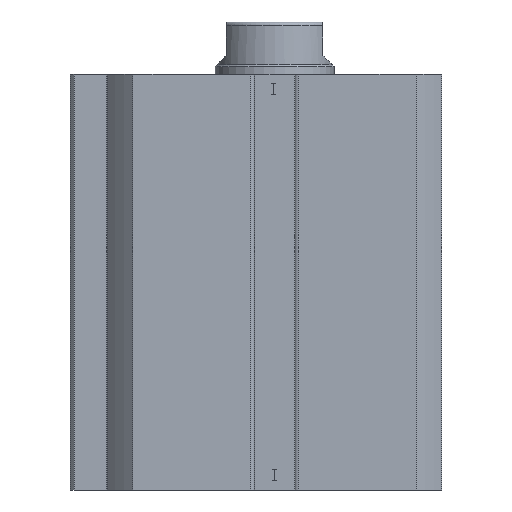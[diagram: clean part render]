
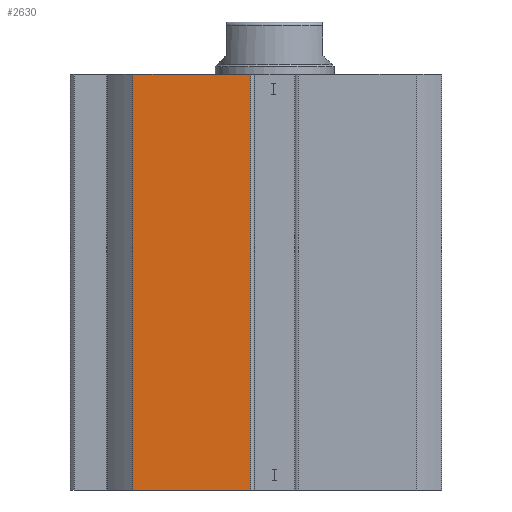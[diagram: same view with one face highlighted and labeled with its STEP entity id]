
A CAD part, left-side view. The second image highlights one B-rep face of the part: STEP entity #2630.
In plain terms, the highlighted planar face has unit normal (-1, 0, 0).
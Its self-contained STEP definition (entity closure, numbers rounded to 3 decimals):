
#457 = EDGE_LOOP ( 'NONE', ( #1145, #1144, #1143, #1142 ) ) ;
#1142 = ORIENTED_EDGE ( 'NONE', *, *, #6704, .F. ) ;
#1143 = ORIENTED_EDGE ( 'NONE', *, *, #6579, .T. ) ;
#1144 = ORIENTED_EDGE ( 'NONE', *, *, #6602, .T. ) ;
#1145 = ORIENTED_EDGE ( 'NONE', *, *, #6578, .F. ) ;
#2139 = LINE ( 'NONE', #4263, #2146 ) ;
#2144 = LINE ( 'NONE', #4265, #2145 ) ;
#2145 = VECTOR ( 'NONE', #4266, 1000. ) ;
#2146 = VECTOR ( 'NONE', #4268, 1000. ) ;
#2179 = VECTOR ( 'NONE', #4321, 1000. ) ;
#2182 = LINE ( 'NONE', #4320, #2179 ) ;
#2338 = VECTOR ( 'NONE', #5332, 1000. ) ;
#2348 = LINE ( 'NONE', #5326, #2338 ) ;
#2630 = ADVANCED_FACE ( 'NONE', ( #5996 ), #5029, .F. ) ;
#2800 = VERTEX_POINT ( 'NONE', #4749 ) ;
#2801 = VERTEX_POINT ( 'NONE', #5126 ) ;
#3094 = VERTEX_POINT ( 'NONE', #4878 ) ;
#3162 = VERTEX_POINT ( 'NONE', #4875 ) ;
#4263 = CARTESIAN_POINT ( 'NONE',  ( -22.5, 3.2, 56. ) ) ;
#4265 = CARTESIAN_POINT ( 'NONE',  ( -22.5, 19.079, 0. ) ) ;
#4266 = DIRECTION ( 'NONE',  ( 0., 0., 1. ) ) ;
#4268 = DIRECTION ( 'NONE',  ( 0., 0., 1. ) ) ;
#4320 = CARTESIAN_POINT ( 'NONE',  ( -22.5, -22.5, 0. ) ) ;
#4321 = DIRECTION ( 'NONE',  ( 0., -1., 0. ) ) ;
#4749 = CARTESIAN_POINT ( 'NONE',  ( -22.5, 3.2, 56. ) ) ;
#4875 = CARTESIAN_POINT ( 'NONE',  ( -22.5, 19.079, 0. ) ) ;
#4878 = CARTESIAN_POINT ( 'NONE',  ( -22.5, 3.2, 0. ) ) ;
#4905 = DIRECTION ( 'NONE',  ( 1., 0., 0. ) ) ;
#5022 = CARTESIAN_POINT ( 'NONE',  ( -22.5, -22.5, 56. ) ) ;
#5029 = PLANE ( 'NONE',  #6910 ) ;
#5031 = DIRECTION ( 'NONE',  ( 0., 0., -1. ) ) ;
#5126 = CARTESIAN_POINT ( 'NONE',  ( -22.5, 19.079, 56. ) ) ;
#5326 = CARTESIAN_POINT ( 'NONE',  ( -22.5, -22.5, 56. ) ) ;
#5332 = DIRECTION ( 'NONE',  ( 0., -1., 0. ) ) ;
#5996 = FACE_OUTER_BOUND ( 'NONE', #457, .T. ) ;
#6578 = EDGE_CURVE ( 'NONE', #3162, #2801, #2144, .T. ) ;
#6579 = EDGE_CURVE ( 'NONE', #3094, #2800, #2139, .T. ) ;
#6602 = EDGE_CURVE ( 'NONE', #3162, #3094, #2182, .T. ) ;
#6704 = EDGE_CURVE ( 'NONE', #2801, #2800, #2348, .T. ) ;
#6910 = AXIS2_PLACEMENT_3D ( 'NONE', #5022, #4905, #5031 ) ;
